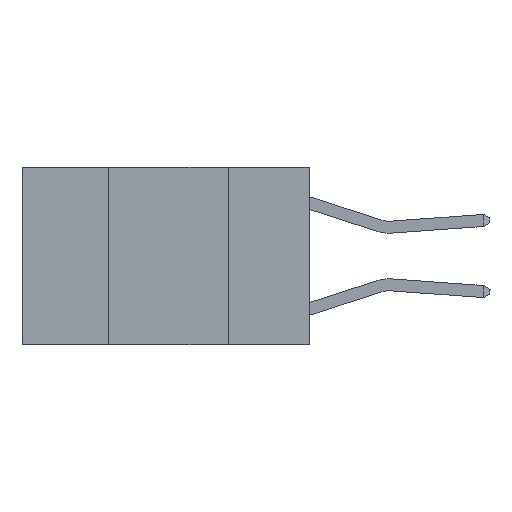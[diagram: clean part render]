
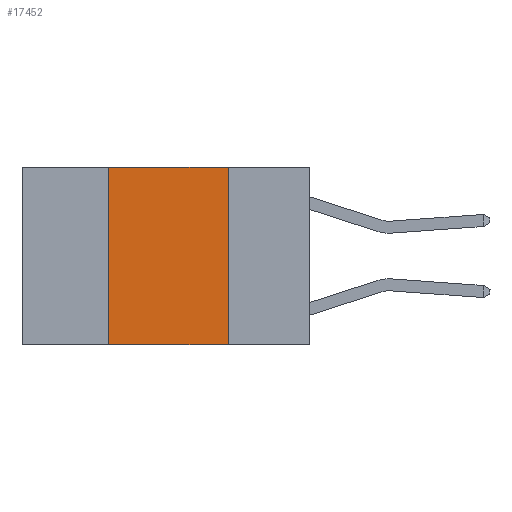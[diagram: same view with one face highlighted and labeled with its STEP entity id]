
A CAD part, left-side view. The second image highlights one B-rep face of the part: STEP entity #17452.
In plain terms, the highlighted planar face has unit normal (-1, 0, 0).
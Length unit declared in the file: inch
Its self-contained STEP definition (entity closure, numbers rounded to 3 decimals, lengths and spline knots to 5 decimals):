
#120 = VERTEX_POINT ( 'NONE', #15610 ) ;
#243 = DIRECTION ( 'NONE',  ( 0., -1., 0. ) ) ;
#366 = EDGE_CURVE ( 'NONE', #18066, #19648, #7455, .T. ) ;
#2000 = ORIENTED_EDGE ( 'NONE', *, *, #19352, .F. ) ;
#2822 = CARTESIAN_POINT ( 'NONE',  ( 0., 0.42, -0.37 ) ) ;
#4424 = DIRECTION ( 'NONE',  ( 0., 0., -1. ) ) ;
#4616 = LINE ( 'NONE', #21936, #21382 ) ;
#4618 = EDGE_LOOP ( 'NONE', ( #27015, #21060, #2000, #5374 ) ) ;
#5253 = AXIS2_PLACEMENT_3D ( 'NONE', #8373, #15243, #4424 ) ;
#5374 = ORIENTED_EDGE ( 'NONE', *, *, #366, .T. ) ;
#5407 = CARTESIAN_POINT ( 'NONE',  ( 0., 0.17, 0. ) ) ;
#5483 = CARTESIAN_POINT ( 'NONE',  ( 0., 0.6, -0.37 ) ) ;
#7091 = LINE ( 'NONE', #5407, #19680 ) ;
#7455 = LINE ( 'NONE', #5483, #25036 ) ;
#8373 = CARTESIAN_POINT ( 'NONE',  ( 0., 0.6, 0. ) ) ;
#8903 = VERTEX_POINT ( 'NONE', #24648 ) ;
#9895 = CARTESIAN_POINT ( 'NONE',  ( 0., 0.42, 0. ) ) ;
#12866 = PLANE ( 'NONE',  #5253 ) ;
#13138 = FACE_OUTER_BOUND ( 'NONE', #4618, .T. ) ;
#15243 = DIRECTION ( 'NONE',  ( 1., 0., 0. ) ) ;
#15610 = CARTESIAN_POINT ( 'NONE',  ( 0., 0.17, 0. ) ) ;
#17265 = VECTOR ( 'NONE', #22136, 39.37008 ) ;
#17452 = ADVANCED_FACE ( 'NONE', ( #13138 ), #12866, .F. ) ;
#18066 = VERTEX_POINT ( 'NONE', #2822 ) ;
#19352 = EDGE_CURVE ( 'NONE', #18066, #8903, #20019, .T. ) ;
#19648 = VERTEX_POINT ( 'NONE', #25772 ) ;
#19680 = VECTOR ( 'NONE', #22579, 39.37008 ) ;
#20019 = LINE ( 'NONE', #9895, #17265 ) ;
#21060 = ORIENTED_EDGE ( 'NONE', *, *, #21374, .F. ) ;
#21374 = EDGE_CURVE ( 'NONE', #8903, #120, #4616, .T. ) ;
#21382 = VECTOR ( 'NONE', #243, 39.37008 ) ;
#21936 = CARTESIAN_POINT ( 'NONE',  ( 0., 0.6, 0. ) ) ;
#22136 = DIRECTION ( 'NONE',  ( 0., 0., 1. ) ) ;
#22579 = DIRECTION ( 'NONE',  ( 0., 0., -1. ) ) ;
#23081 = DIRECTION ( 'NONE',  ( 0., -1., 0. ) ) ;
#24648 = CARTESIAN_POINT ( 'NONE',  ( 0., 0.42, 0. ) ) ;
#24847 = EDGE_CURVE ( 'NONE', #120, #19648, #7091, .T. ) ;
#25036 = VECTOR ( 'NONE', #23081, 39.37008 ) ;
#25772 = CARTESIAN_POINT ( 'NONE',  ( 0., 0.17, -0.37 ) ) ;
#27015 = ORIENTED_EDGE ( 'NONE', *, *, #24847, .F. ) ;
